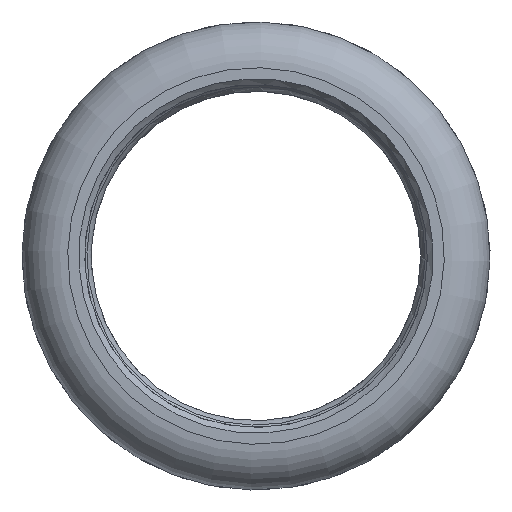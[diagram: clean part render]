
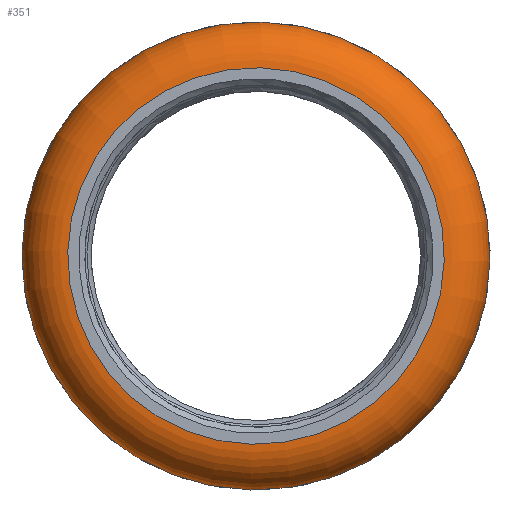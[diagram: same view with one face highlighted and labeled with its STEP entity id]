
A CAD part, left-side view. The second image highlights one B-rep face of the part: STEP entity #351.
In plain terms, the highlighted toroidal (fillet/blend) face has major radius 12.75 mm and minor radius 3.1 mm.
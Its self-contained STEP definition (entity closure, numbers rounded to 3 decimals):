
#14=TOROIDAL_SURFACE('',#408,12.75,3.1);
#38=FACE_OUTER_BOUND('',#61,.T.);
#61=EDGE_LOOP('',(#247,#248,#249,#250));
#113=CIRCLE('',#404,12.75);
#116=CIRCLE('',#409,3.1);
#117=CIRCLE('',#410,15.125);
#149=VERTEX_POINT('',#606);
#152=VERTEX_POINT('',#615);
#183=EDGE_CURVE('',#149,#149,#113,.T.);
#187=EDGE_CURVE('',#149,#152,#116,.T.);
#188=EDGE_CURVE('',#152,#152,#117,.T.);
#247=ORIENTED_EDGE('',*,*,#183,.F.);
#248=ORIENTED_EDGE('',*,*,#187,.T.);
#249=ORIENTED_EDGE('',*,*,#188,.T.);
#250=ORIENTED_EDGE('',*,*,#187,.F.);
#351=ADVANCED_FACE('',(#38),#14,.T.);
#404=AXIS2_PLACEMENT_3D('',#607,#482,#483);
#408=AXIS2_PLACEMENT_3D('',#614,#491,#492);
#409=AXIS2_PLACEMENT_3D('',#616,#493,#494);
#410=AXIS2_PLACEMENT_3D('',#617,#495,#496);
#482=DIRECTION('center_axis',(-1.,0.,0.));
#483=DIRECTION('ref_axis',(0.,1.,0.));
#491=DIRECTION('center_axis',(-1.,0.,0.));
#492=DIRECTION('ref_axis',(0.,0.878,-0.479));
#493=DIRECTION('center_axis',(0.,0.479,0.878));
#494=DIRECTION('ref_axis',(0.,-0.878,0.479));
#495=DIRECTION('center_axis',(-1.,0.,0.));
#496=DIRECTION('ref_axis',(0.,1.,0.));
#606=CARTESIAN_POINT('',(-42.,-11.189,6.113));
#607=CARTESIAN_POINT('Origin',(-42.,0.,0.));
#614=CARTESIAN_POINT('Origin',(-38.9,0.,0.));
#615=CARTESIAN_POINT('',(-36.907,-13.273,7.251));
#616=CARTESIAN_POINT('Origin',(-38.9,-11.189,6.113));
#617=CARTESIAN_POINT('Origin',(-36.907,0.,0.));
